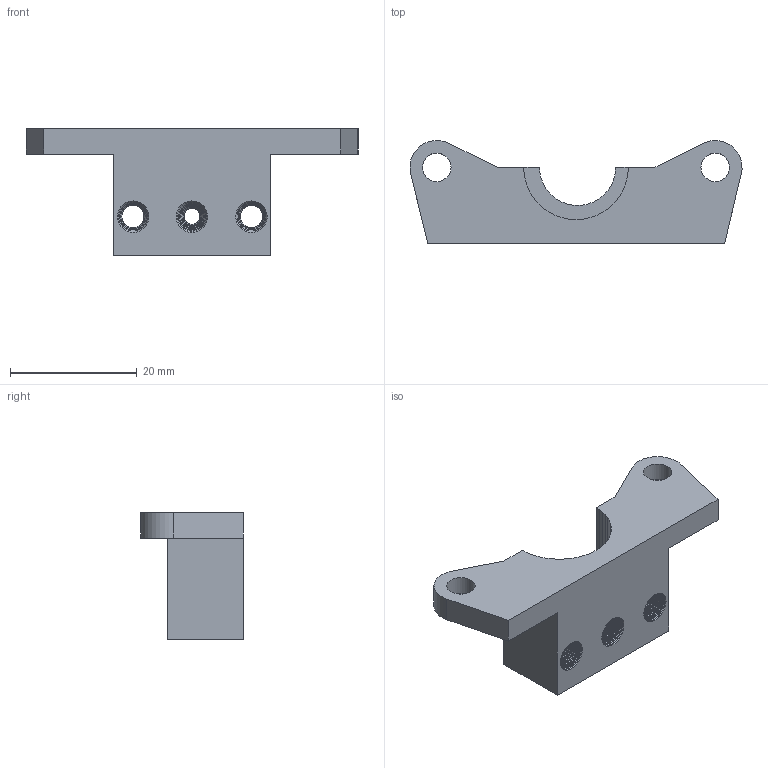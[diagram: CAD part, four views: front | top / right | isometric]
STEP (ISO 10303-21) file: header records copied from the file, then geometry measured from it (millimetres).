
FILE_DESCRIPTION(/* description */ (''),/* implementation_level */ '2;1');
FILE_NAME(/* name */ 'bulbasaur sherpa v6 mount v4.step',/* time_stamp */ '2024-02-10T11:48:25Z',/* author */ (''),/* organization */ (''),/* preprocessor_version */ 'ST-DEVELOPER v20',/* originating_system */ 'Autodesk Translation Framework v12.14.0.127',/* authorisation */ '');
FILE_SCHEMA (('AUTOMOTIVE_DESIGN { 1 0 10303 214 3 1 1 }'));
Length unit declared in the file: millimetre
Products named in the file (1): bulbasaur sherpa v6 mount
Bounding box: 52.48 x 16.24 x 20 mm (x, y, z)
Volume: 5181.8 mm3; surface area: 3393.7 mm2
Topology: 1 solids, 1 shells, 1358 faces, 2364 edges, 1007 vertices
Faces by surface type: plane 1352, cylinder 4, cone 2
Full cylindrical faces by diameter (mm): 4.5 x2
Entity records: 29495 total; most frequent: DIRECTION 5092, CARTESIAN_POINT 4730, ORIENTED_EDGE 4728, EDGE_CURVE 2364, LINE 2354, VECTOR 2354, AXIS2_PLACEMENT_3D 1369, EDGE_LOOP 1367
